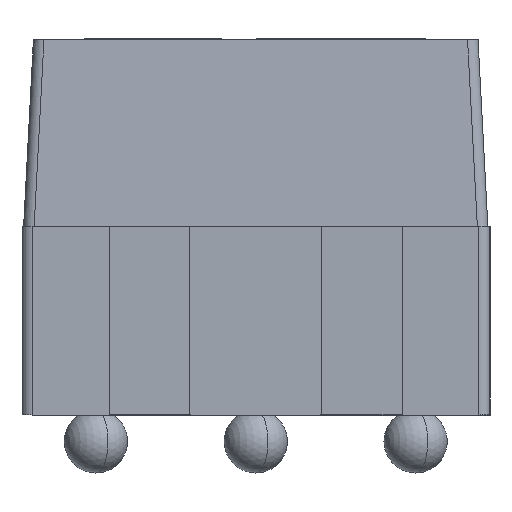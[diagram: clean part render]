
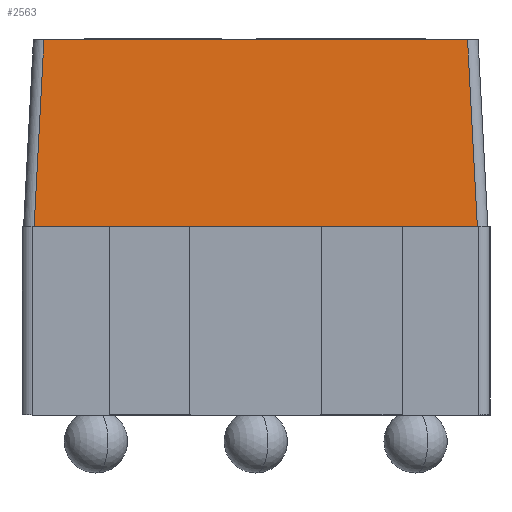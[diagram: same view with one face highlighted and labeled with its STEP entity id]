
A CAD part, left-side view. The second image highlights one B-rep face of the part: STEP entity #2563.
In plain terms, the highlighted planar face has unit normal (-0.999, 0, 0.052).
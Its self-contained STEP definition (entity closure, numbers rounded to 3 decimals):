
#268 = LINE ( 'NONE', #269, #7345 ) ;
#269 = CARTESIAN_POINT ( 'NONE',  ( -4.3, -2.198, 0.277 ) ) ;
#270 = DIRECTION ( 'NONE',  ( 0., -1., 0. ) ) ;
#458 = CARTESIAN_POINT ( 'NONE',  ( -4.3, -2.198, 0.277 ) ) ;
#459 = DIRECTION ( 'NONE',  ( -0.052, 0., -0.999 ) ) ;
#464 = DIRECTION ( 'NONE',  ( -0.999, 0., 0.052 ) ) ;
#490 = PLANE ( 'NONE',  #8686 ) ;
#1297 = LINE ( 'NONE', #1298, #7323 ) ;
#1298 = CARTESIAN_POINT ( 'NONE',  ( -4.3, -2.098, 0.272 ) ) ;
#1299 = DIRECTION ( 'NONE',  ( 0.052, 0.052, 0.997 ) ) ;
#2048 = EDGE_LOOP ( 'NONE', ( #5852, #5876, #5770, #5962 ) ) ;
#2190 = VECTOR ( 'NONE', #8231, 1000. ) ;
#2563 = ADVANCED_FACE ( 'NONE', ( #8671 ), #490, .T. ) ;
#3005 = VERTEX_POINT ( 'NONE', #5373 ) ;
#3008 = VERTEX_POINT ( 'NONE', #5376 ) ;
#3062 = VERTEX_POINT ( 'NONE', #5426 ) ;
#3064 = VERTEX_POINT ( 'NONE', #5428 ) ;
#3401 = EDGE_CURVE ( 'NONE', #3064, #3008, #8229, .T. ) ;
#3441 = EDGE_CURVE ( 'NONE', #3064, #3005, #7006, .T. ) ;
#3467 = EDGE_CURVE ( 'NONE', #3062, #3008, #1297, .T. ) ;
#3498 = EDGE_CURVE ( 'NONE', #3005, #3062, #268, .T. ) ;
#5373 = CARTESIAN_POINT ( 'NONE',  ( -4.3, 2.103, 0.277 ) ) ;
#5376 = CARTESIAN_POINT ( 'NONE',  ( -4.207, -2.005, 2.047 ) ) ;
#5426 = CARTESIAN_POINT ( 'NONE',  ( -4.3, -2.098, 0.277 ) ) ;
#5428 = CARTESIAN_POINT ( 'NONE',  ( -4.207, 2.01, 2.047 ) ) ;
#5770 = ORIENTED_EDGE ( 'NONE', *, *, #3498, .T. ) ;
#5852 = ORIENTED_EDGE ( 'NONE', *, *, #3401, .F. ) ;
#5876 = ORIENTED_EDGE ( 'NONE', *, *, #3441, .T. ) ;
#5962 = ORIENTED_EDGE ( 'NONE', *, *, #3467, .T. ) ;
#7006 = LINE ( 'NONE', #7007, #7303 ) ;
#7007 = CARTESIAN_POINT ( 'NONE',  ( -4.288, 2.091, 0.502 ) ) ;
#7008 = DIRECTION ( 'NONE',  ( -0.052, 0.052, -0.997 ) ) ;
#7303 = VECTOR ( 'NONE', #7008, 1000. ) ;
#7323 = VECTOR ( 'NONE', #1299, 1000. ) ;
#7345 = VECTOR ( 'NONE', #270, 1000. ) ;
#8229 = LINE ( 'NONE', #8230, #2190 ) ;
#8230 = CARTESIAN_POINT ( 'NONE',  ( -4.207, 2.203, 2.047 ) ) ;
#8231 = DIRECTION ( 'NONE',  ( 0., -1., 0. ) ) ;
#8671 = FACE_OUTER_BOUND ( 'NONE', #2048, .T. ) ;
#8686 = AXIS2_PLACEMENT_3D ( 'NONE', #458, #464, #459 ) ;
